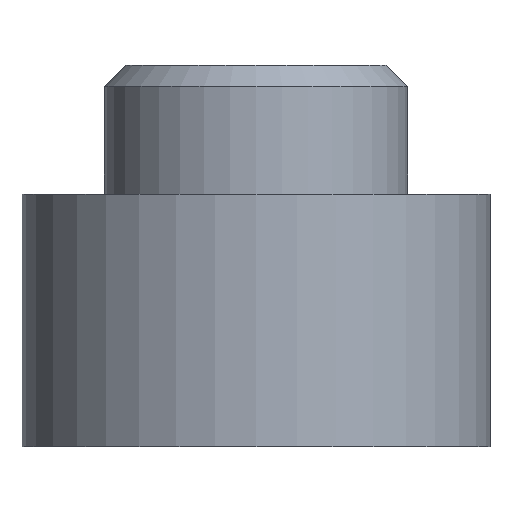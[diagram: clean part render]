
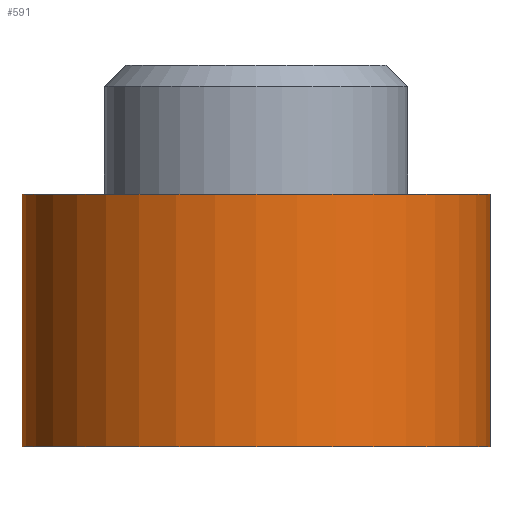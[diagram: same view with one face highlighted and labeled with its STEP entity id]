
A CAD part, front view. The second image highlights one B-rep face of the part: STEP entity #591.
In plain terms, the highlighted cylindrical face has radius 2.78 mm (diameter 5.56 mm), a full revolution.
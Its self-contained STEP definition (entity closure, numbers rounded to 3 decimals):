
#54=FACE_OUTER_BOUND('',#88,.T.);
#88=EDGE_LOOP('',(#523,#524,#525,#526));
#100=CIRCLE('',#644,2.78);
#101=CIRCLE('',#645,2.78);
#181=LINE('',#2566,#207);
#207=VECTOR('',#749,2.78);
#265=VERTEX_POINT('',#2563);
#266=VERTEX_POINT('',#2565);
#353=EDGE_CURVE('',#265,#265,#100,.T.);
#354=EDGE_CURVE('',#265,#266,#181,.T.);
#355=EDGE_CURVE('',#266,#266,#101,.T.);
#523=ORIENTED_EDGE('',*,*,#353,.F.);
#524=ORIENTED_EDGE('',*,*,#354,.T.);
#525=ORIENTED_EDGE('',*,*,#355,.T.);
#526=ORIENTED_EDGE('',*,*,#354,.F.);
#560=CYLINDRICAL_SURFACE('',#643,2.78);
#591=ADVANCED_FACE('',(#54),#560,.T.);
#643=AXIS2_PLACEMENT_3D('',#2562,#745,#746);
#644=AXIS2_PLACEMENT_3D('',#2564,#747,#748);
#645=AXIS2_PLACEMENT_3D('',#2567,#750,#751);
#745=DIRECTION('center_axis',(0.,0.,1.));
#746=DIRECTION('ref_axis',(1.,0.,0.));
#747=DIRECTION('center_axis',(0.,0.,1.));
#748=DIRECTION('ref_axis',(1.,0.,0.));
#749=DIRECTION('',(0.,0.,-1.));
#750=DIRECTION('center_axis',(0.,0.,1.));
#751=DIRECTION('ref_axis',(1.,0.,0.));
#2562=CARTESIAN_POINT('Origin',(0.,0.,0.));
#2563=CARTESIAN_POINT('',(-2.78,0.,3.));
#2564=CARTESIAN_POINT('Origin',(0.,0.,3.));
#2565=CARTESIAN_POINT('',(-2.78,0.,0.));
#2566=CARTESIAN_POINT('',(-2.78,0.,0.));
#2567=CARTESIAN_POINT('Origin',(0.,0.,0.));
